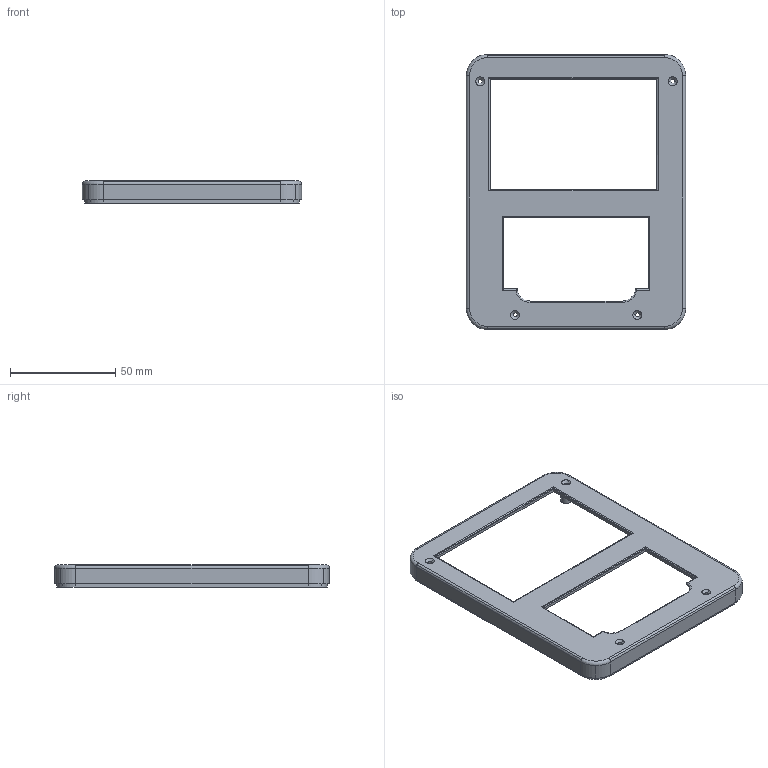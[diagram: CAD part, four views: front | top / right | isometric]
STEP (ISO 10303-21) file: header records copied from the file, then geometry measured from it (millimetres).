
FILE_DESCRIPTION(('STEP AP242'),'1');
FILE_NAME('upper_part_v7.5.1.stp','2024-04-26T00:11:56',(' '),(' '),'Spatial InterOp 3D',' ',' ');
FILE_SCHEMA(('AP242_MANAGED_MODEL_BASED_3D_ENGINEERING_MIM_LF {1 0 10303 442 1 1 4}'));
Length unit declared in the file: metre
Products named in the file (1): upper_part_v7.5.11
Bounding box: 104 x 130.4 x 10.44 mm (x, y, z)
Volume: 20435.8 mm3; surface area: 23300.4 mm2
Topology: 1 solids, 1 shells, 156 faces, 412 edges, 264 vertices
Faces by surface type: cylinder 73, plane 69, cone 8, torus 6
Entity records: 4915 total; most frequent: CARTESIAN_POINT 885, DIRECTION 864, ORIENTED_EDGE 824, EDGE_CURVE 412, AXIS2_PLACEMENT_3D 299, LINE 266, VECTOR 266, VERTEX_POINT 264
